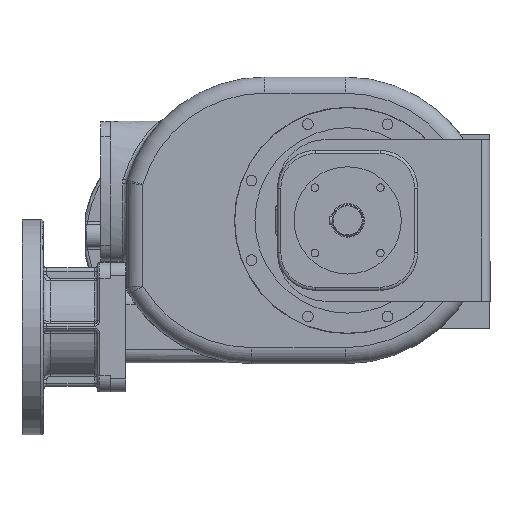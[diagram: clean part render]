
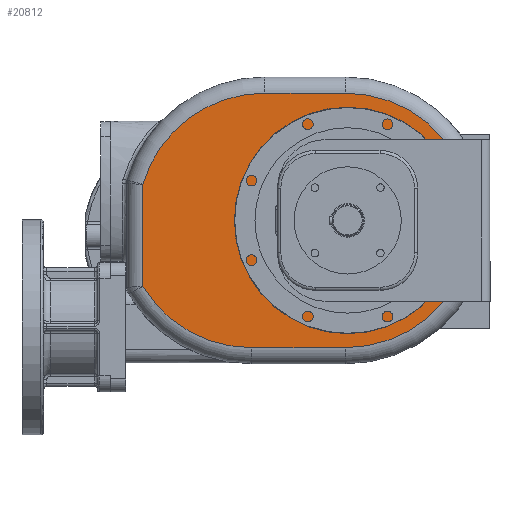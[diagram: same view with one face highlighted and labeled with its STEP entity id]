
A CAD part, left-side view. The second image highlights one B-rep face of the part: STEP entity #20812.
In plain terms, the highlighted planar face has unit normal (-1, 0, 0).
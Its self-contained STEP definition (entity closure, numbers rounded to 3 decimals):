
#4057=DIRECTION('',(0.,0.,-1.));
#4058=VECTOR('',#4057,94.734);
#4059=CARTESIAN_POINT('',(-70.,322.,33.567));
#4060=LINE('',#4059,#4058);
#4061=CARTESIAN_POINT('',(-70.,208.875,0.));
#4062=DIRECTION('',(-1.,0.,0.));
#4063=DIRECTION('',(0.,0.,1.));
#4064=AXIS2_PLACEMENT_3D('',#4061,#4062,#4063);
#4066=DIRECTION('',(0.,1.,0.));
#4067=VECTOR('',#4066,74.875);
#4068=CARTESIAN_POINT('',(-70.,134.,118.));
#4069=LINE('',#4068,#4067);
#4070=CARTESIAN_POINT('',(-70.,134.,0.));
#4071=DIRECTION('',(-1.,0.,0.));
#4072=DIRECTION('',(0.,0.,-1.));
#4073=AXIS2_PLACEMENT_3D('',#4070,#4071,#4072);
#4075=DIRECTION('',(0.,-1.,0.));
#4076=VECTOR('',#4075,87.091);
#4077=CARTESIAN_POINT('',(-70.,221.091,-118.));
#4078=LINE('',#4077,#4076);
#4079=CARTESIAN_POINT('',(-70.,221.091,0.));
#4080=DIRECTION('',(-1.,0.,0.));
#4081=DIRECTION('',(0.,0.855,-0.518));
#4082=AXIS2_PLACEMENT_3D('',#4079,#4080,#4081);
#4084=CARTESIAN_POINT('',(-70.,132.,0.));
#4085=DIRECTION('',(-1.,0.,0.));
#4086=DIRECTION('',(0.,0.,-1.));
#4087=AXIS2_PLACEMENT_3D('',#4084,#4085,#4086);
#4089=CARTESIAN_POINT('',(-70.,132.,0.));
#4090=DIRECTION('',(-1.,0.,0.));
#4091=DIRECTION('',(0.,0.,1.));
#4092=AXIS2_PLACEMENT_3D('',#4089,#4090,#4091);
#13481=CARTESIAN_POINT('',(-70.,322.,33.567));
#13482=CARTESIAN_POINT('',(-70.,322.,-61.167));
#13483=VERTEX_POINT('',#13481);
#13484=VERTEX_POINT('',#13482);
#13485=CARTESIAN_POINT('',(-70.,221.091,-118.));
#13486=VERTEX_POINT('',#13485);
#13491=CARTESIAN_POINT('',(-70.,134.,-118.));
#13492=VERTEX_POINT('',#13491);
#13495=CARTESIAN_POINT('',(-70.,134.,118.));
#13496=VERTEX_POINT('',#13495);
#13499=CARTESIAN_POINT('',(-70.,208.875,118.));
#13500=VERTEX_POINT('',#13499);
#14000=CARTESIAN_POINT('',(-70.,132.,-86.));
#14001=CARTESIAN_POINT('',(-70.,132.,86.));
#14002=VERTEX_POINT('',#14000);
#14003=VERTEX_POINT('',#14001);
#20788=CARTESIAN_POINT('',(-70.,132.,0.));
#20789=DIRECTION('',(1.,0.,0.));
#20790=DIRECTION('',(0.,0.,1.));
#20791=AXIS2_PLACEMENT_3D('',#20788,#20789,#20790);
#20792=PLANE('',#20791);
#20794=ORIENTED_EDGE('',*,*,#20793,.F.);
#20796=ORIENTED_EDGE('',*,*,#20795,.F.);
#20798=ORIENTED_EDGE('',*,*,#20797,.F.);
#20800=ORIENTED_EDGE('',*,*,#20799,.F.);
#20802=ORIENTED_EDGE('',*,*,#20801,.F.);
#20803=ORIENTED_EDGE('',*,*,#20779,.F.);
#20804=EDGE_LOOP('',(#20794,#20796,#20798,#20800,#20802,#20803));
#20805=FACE_OUTER_BOUND('',#20804,.F.);
#20807=ORIENTED_EDGE('',*,*,#20806,.T.);
#20809=ORIENTED_EDGE('',*,*,#20808,.T.);
#20810=EDGE_LOOP('',(#20807,#20809));
#20811=FACE_BOUND('',#20810,.F.);
#20812=ADVANCED_FACE('',(#20805,#20811),#20792,.F.);
#4065=CIRCLE('',#4064,118.);
#4074=CIRCLE('',#4073,118.);
#4083=CIRCLE('',#4082,118.);
#4088=CIRCLE('',#4087,86.);
#4093=CIRCLE('',#4092,86.);
#20779=EDGE_CURVE('',#13484,#13486,#4083,.T.);
#20793=EDGE_CURVE('',#13483,#13484,#4060,.T.);
#20795=EDGE_CURVE('',#13500,#13483,#4065,.T.);
#20797=EDGE_CURVE('',#13496,#13500,#4069,.T.);
#20799=EDGE_CURVE('',#13492,#13496,#4074,.T.);
#20801=EDGE_CURVE('',#13486,#13492,#4078,.T.);
#20806=EDGE_CURVE('',#14002,#14003,#4088,.T.);
#20808=EDGE_CURVE('',#14003,#14002,#4093,.T.);
